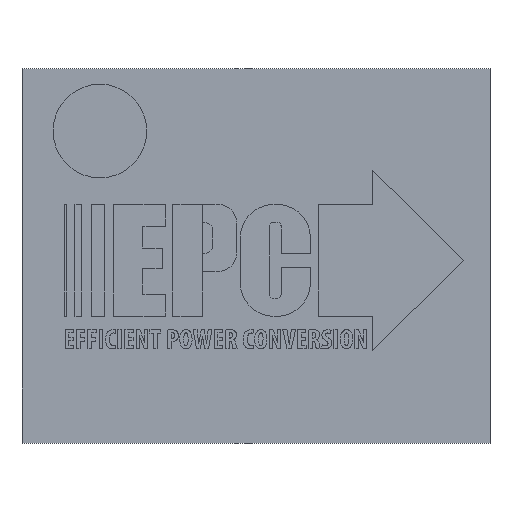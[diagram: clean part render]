
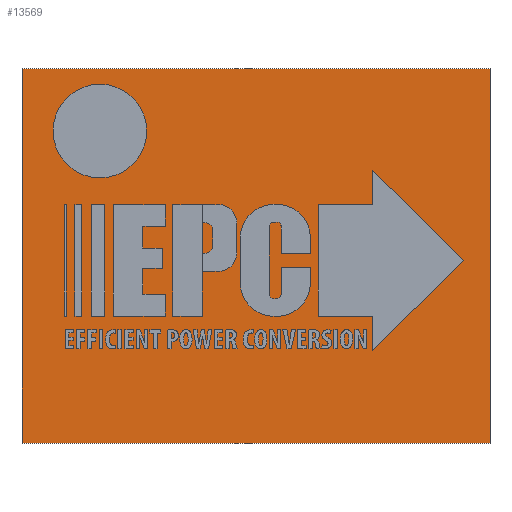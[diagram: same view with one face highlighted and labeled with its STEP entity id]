
A CAD part, top view. The second image highlights one B-rep face of the part: STEP entity #13569.
In plain terms, the highlighted planar face has unit normal (0, 0, 1).
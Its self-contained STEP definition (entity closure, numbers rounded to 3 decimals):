
#13440 = VERTEX_POINT('',#13441);
#13441 = CARTESIAN_POINT('',(0.75,-0.6,0.518));
#13447 = EDGE_CURVE('',#13440,#13448,#13450,.T.);
#13448 = VERTEX_POINT('',#13449);
#13449 = CARTESIAN_POINT('',(-0.75,-0.6,0.518));
#13450 = LINE('',#13451,#13452);
#13451 = CARTESIAN_POINT('',(0.75,-0.6,0.518));
#13452 = VECTOR('',#13453,1.);
#13453 = DIRECTION('',(-1.,0.,0.));
#13478 = EDGE_CURVE('',#13448,#13479,#13481,.T.);
#13479 = VERTEX_POINT('',#13480);
#13480 = CARTESIAN_POINT('',(-0.75,0.6,0.518));
#13481 = LINE('',#13482,#13483);
#13482 = CARTESIAN_POINT('',(-0.75,-0.6,0.518));
#13483 = VECTOR('',#13484,1.);
#13484 = DIRECTION('',(0.,1.,0.));
#13509 = EDGE_CURVE('',#13479,#13510,#13512,.T.);
#13510 = VERTEX_POINT('',#13511);
#13511 = CARTESIAN_POINT('',(0.75,0.6,0.518));
#13512 = LINE('',#13513,#13514);
#13513 = CARTESIAN_POINT('',(-0.75,0.6,0.518));
#13514 = VECTOR('',#13515,1.);
#13515 = DIRECTION('',(1.,0.,0.));
#13540 = EDGE_CURVE('',#13510,#13440,#13541,.T.);
#13541 = LINE('',#13542,#13543);
#13542 = CARTESIAN_POINT('',(0.75,0.6,0.518));
#13543 = VECTOR('',#13544,1.);
#13544 = DIRECTION('',(0.,-1.,0.));
#13569 = ADVANCED_FACE('',(#13570),#13576,.T.);
#13570 = FACE_BOUND('',#13571,.F.);
#13571 = EDGE_LOOP('',(#13572,#13573,#13574,#13575));
#13572 = ORIENTED_EDGE('',*,*,#13447,.T.);
#13573 = ORIENTED_EDGE('',*,*,#13478,.T.);
#13574 = ORIENTED_EDGE('',*,*,#13509,.T.);
#13575 = ORIENTED_EDGE('',*,*,#13540,.T.);
#13576 = PLANE('',#13577);
#13577 = AXIS2_PLACEMENT_3D('',#13578,#13579,#13580);
#13578 = CARTESIAN_POINT('',(0.75,-0.6,0.518));
#13579 = DIRECTION('',(0.,0.,1.));
#13580 = DIRECTION('',(1.,0.,-0.));
